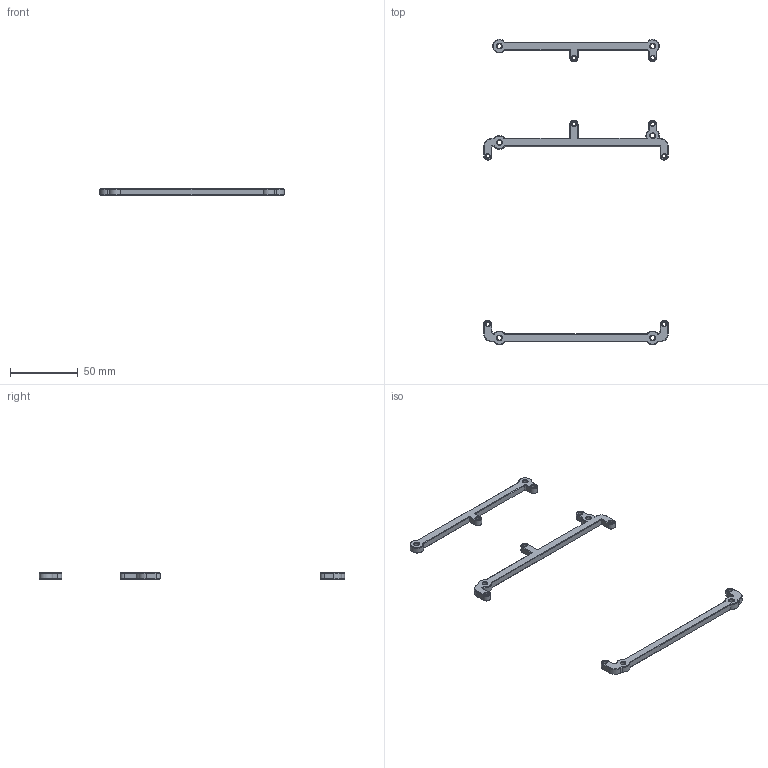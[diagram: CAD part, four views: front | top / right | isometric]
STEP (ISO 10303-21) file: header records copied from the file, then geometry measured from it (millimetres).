
FILE_DESCRIPTION(/* description */ (''),/* implementation_level */ '2;1');
FILE_NAME(/* name */ 'B-Duet3Pi_Mount_Bottom_180-X.stp',/* time_stamp */ '2021-01-22T18:11:19-08:00',/* author */ (''),/* organization */ (''),/* preprocessor_version */ 'ST-DEVELOPER v18.1',/* originating_system */ 'Autodesk Translation Framework v9.7.0.1280',/* authorisation */ '');
FILE_SCHEMA (('AUTOMOTIVE_DESIGN { 1 0 10303 214 3 1 1 }'));
Length unit declared in the file: millimetre
Products named in the file (1): FusionComponent
Bounding box: 136 x 224.97 x 5 mm (x, y, z)
Volume: 13976.3 mm3; surface area: 10644.3 mm2
Topology: 3 solids, 3 shells, 210 faces, 490 edges, 286 vertices
Faces by surface type: plane 93, cone 78, cylinder 39
Full cylindrical faces by diameter (mm): 2.7 x8, 3.4 x6
Entity records: 6006 total; most frequent: CARTESIAN_POINT 1119, DIRECTION 1038, ORIENTED_EDGE 980, EDGE_CURVE 490, AXIS2_PLACEMENT_3D 381, VERTEX_POINT 286, LINE 276, VECTOR 276
